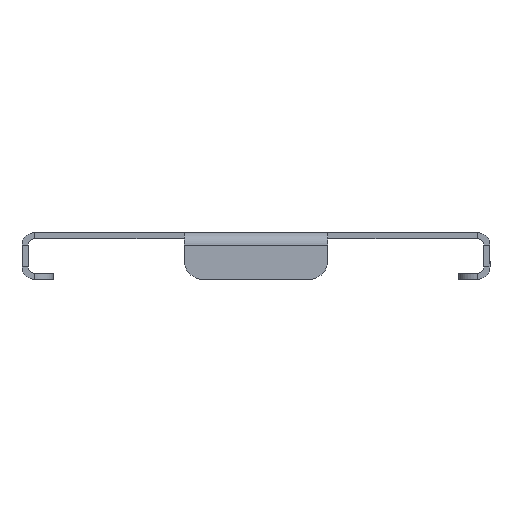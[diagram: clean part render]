
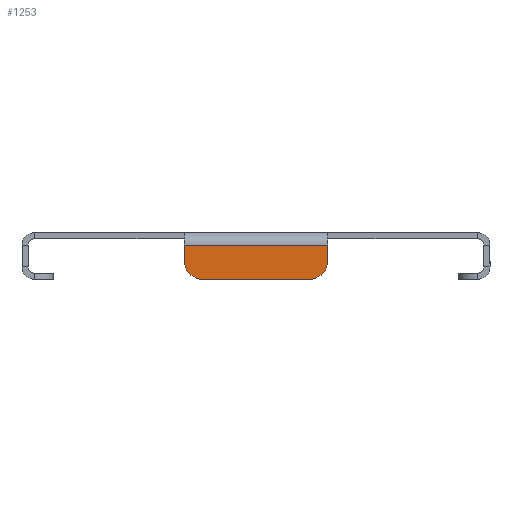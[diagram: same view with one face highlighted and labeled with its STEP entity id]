
A CAD part, left-side view. The second image highlights one B-rep face of the part: STEP entity #1253.
In plain terms, the highlighted planar face has unit normal (-1, 0, 0).
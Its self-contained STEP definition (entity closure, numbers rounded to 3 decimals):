
#14 = VERTEX_POINT ( 'NONE', #304 ) ;
#76 = ORIENTED_EDGE ( 'NONE', *, *, #2485, .T. ) ;
#163 = PLANE ( 'NONE',  #2320 ) ;
#175 = CIRCLE ( 'NONE', #1992, 6. ) ;
#304 = CARTESIAN_POINT ( 'NONE',  ( -299.5, 23., -9. ) ) ;
#340 = FACE_OUTER_BOUND ( 'NONE', #2216, .T. ) ;
#362 = VECTOR ( 'NONE', #2844, 1000. ) ;
#364 = LINE ( 'NONE', #2646, #2721 ) ;
#416 = DIRECTION ( 'NONE',  ( 0., 0., -1. ) ) ;
#471 = DIRECTION ( 'NONE',  ( 0., 1., 0. ) ) ;
#571 = CARTESIAN_POINT ( 'NONE',  ( -299.5, 0., 0. ) ) ;
#658 = ORIENTED_EDGE ( 'NONE', *, *, #2772, .F. ) ;
#703 = EDGE_CURVE ( 'NONE', #2024, #14, #1128, .T. ) ;
#833 = ORIENTED_EDGE ( 'NONE', *, *, #1956, .F. ) ;
#866 = CARTESIAN_POINT ( 'NONE',  ( -299.5, 17., -15. ) ) ;
#890 = CARTESIAN_POINT ( 'NONE',  ( -299.5, 23., -15. ) ) ;
#1017 = ORIENTED_EDGE ( 'NONE', *, *, #1957, .T. ) ;
#1050 = VERTEX_POINT ( 'NONE', #1262 ) ;
#1063 = CARTESIAN_POINT ( 'NONE',  ( -299.5, -23., -4. ) ) ;
#1066 = DIRECTION ( 'NONE',  ( 0., 0., -1. ) ) ;
#1070 = VECTOR ( 'NONE', #471, 1000. ) ;
#1128 = LINE ( 'NONE', #890, #2714 ) ;
#1253 = ADVANCED_FACE ( 'NONE', ( #340 ), #163, .F. ) ;
#1262 = CARTESIAN_POINT ( 'NONE',  ( -299.5, -23., -9. ) ) ;
#1265 = DIRECTION ( 'NONE',  ( 0., -1., 0. ) ) ;
#1269 = LINE ( 'NONE', #1949, #362 ) ;
#1368 = CARTESIAN_POINT ( 'NONE',  ( -299.5, 17., -9. ) ) ;
#1405 = VERTEX_POINT ( 'NONE', #866 ) ;
#1574 = DIRECTION ( 'NONE',  ( 0., 0., -1. ) ) ;
#1589 = CIRCLE ( 'NONE', #1922, 6. ) ;
#1632 = VERTEX_POINT ( 'NONE', #2359 ) ;
#1721 = EDGE_CURVE ( 'NONE', #1050, #2418, #1269, .T. ) ;
#1922 = AXIS2_PLACEMENT_3D ( 'NONE', #2273, #2250, #416 ) ;
#1949 = CARTESIAN_POINT ( 'NONE',  ( -299.5, -23., -15. ) ) ;
#1956 = EDGE_CURVE ( 'NONE', #1632, #1405, #2537, .T. ) ;
#1957 = EDGE_CURVE ( 'NONE', #14, #1405, #175, .T. ) ;
#1992 = AXIS2_PLACEMENT_3D ( 'NONE', #1368, #2550, #2066 ) ;
#2024 = VERTEX_POINT ( 'NONE', #2789 ) ;
#2066 = DIRECTION ( 'NONE',  ( 0., 0., -1. ) ) ;
#2138 = ORIENTED_EDGE ( 'NONE', *, *, #703, .T. ) ;
#2216 = EDGE_LOOP ( 'NONE', ( #833, #76, #2964, #658, #2138, #1017 ) ) ;
#2250 = DIRECTION ( 'NONE',  ( -1., 0., 0. ) ) ;
#2273 = CARTESIAN_POINT ( 'NONE',  ( -299.5, -17., -9. ) ) ;
#2320 = AXIS2_PLACEMENT_3D ( 'NONE', #571, #2881, #1066 ) ;
#2325 = CARTESIAN_POINT ( 'NONE',  ( -299.5, -75., -15. ) ) ;
#2359 = CARTESIAN_POINT ( 'NONE',  ( -299.5, -17., -15. ) ) ;
#2418 = VERTEX_POINT ( 'NONE', #1063 ) ;
#2485 = EDGE_CURVE ( 'NONE', #1632, #1050, #1589, .T. ) ;
#2537 = LINE ( 'NONE', #2325, #1070 ) ;
#2550 = DIRECTION ( 'NONE',  ( -1., 0., 0. ) ) ;
#2646 = CARTESIAN_POINT ( 'NONE',  ( -299.5, -75., -4. ) ) ;
#2714 = VECTOR ( 'NONE', #1574, 1000. ) ;
#2721 = VECTOR ( 'NONE', #1265, 1000. ) ;
#2772 = EDGE_CURVE ( 'NONE', #2024, #2418, #364, .T. ) ;
#2789 = CARTESIAN_POINT ( 'NONE',  ( -299.5, 23., -4. ) ) ;
#2844 = DIRECTION ( 'NONE',  ( 0., 0., 1. ) ) ;
#2881 = DIRECTION ( 'NONE',  ( 1., 0., 0. ) ) ;
#2964 = ORIENTED_EDGE ( 'NONE', *, *, #1721, .T. ) ;
